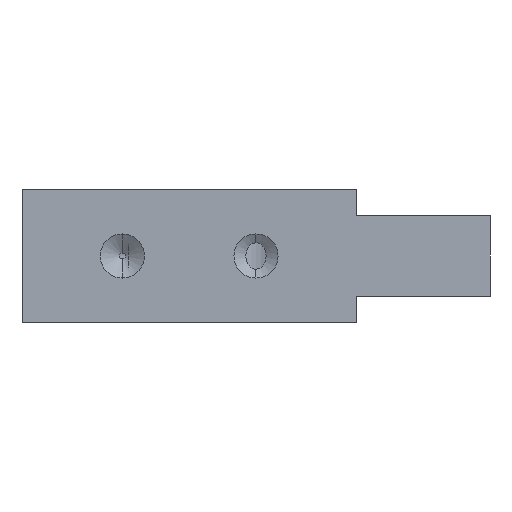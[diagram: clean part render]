
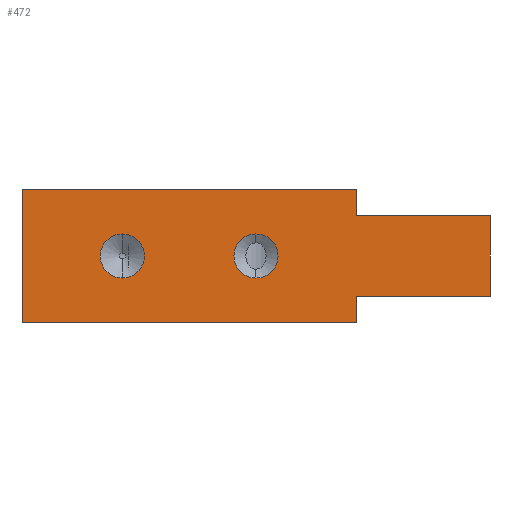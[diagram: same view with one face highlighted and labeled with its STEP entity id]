
A CAD part, front view. The second image highlights one B-rep face of the part: STEP entity #472.
In plain terms, the highlighted planar face has unit normal (0, -1, 0).
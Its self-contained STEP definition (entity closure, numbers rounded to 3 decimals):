
#3 = DIRECTION ( 'NONE',  ( 0., -1., 0. ) ) ;
#9 = VERTEX_POINT ( 'NONE', #168 ) ;
#103 = DIRECTION ( 'NONE',  ( 1., 0., 0. ) ) ;
#119 = EDGE_CURVE ( 'NONE', #660, #255, #151, .T. ) ;
#140 = CARTESIAN_POINT ( 'NONE',  ( 0., -85., 0. ) ) ;
#148 = LINE ( 'NONE', #564, #422 ) ;
#151 = LINE ( 'NONE', #998, #1841 ) ;
#155 = VERTEX_POINT ( 'NONE', #687 ) ;
#168 = CARTESIAN_POINT ( 'NONE',  ( 22.5, -85., 3. ) ) ;
#201 = AXIS2_PLACEMENT_3D ( 'NONE', #1533, #3, #1832 ) ;
#203 = EDGE_LOOP ( 'NONE', ( #1560, #1348 ) ) ;
#207 = VERTEX_POINT ( 'NONE', #547 ) ;
#212 = CARTESIAN_POINT ( 'NONE',  ( 5., -85., 0. ) ) ;
#220 = CARTESIAN_POINT ( 'NONE',  ( 12.5, -85., -3. ) ) ;
#250 = VERTEX_POINT ( 'NONE', #1153 ) ;
#255 = VERTEX_POINT ( 'NONE', #220 ) ;
#265 = CARTESIAN_POINT ( 'NONE',  ( -5., -85., 0. ) ) ;
#283 = EDGE_CURVE ( 'NONE', #250, #1443, #148, .T. ) ;
#310 = CARTESIAN_POINT ( 'NONE',  ( 22.5, -85., -23.028 ) ) ;
#316 = CIRCLE ( 'NONE', #1218, 1.65 ) ;
#346 = DIRECTION ( 'NONE',  ( -1., 0., 0. ) ) ;
#374 = DIRECTION ( 'NONE',  ( 0., 0., -1. ) ) ;
#392 = CARTESIAN_POINT ( 'NONE',  ( 22.5, -85., -3. ) ) ;
#422 = VECTOR ( 'NONE', #731, 1000. ) ;
#436 = EDGE_CURVE ( 'NONE', #1873, #207, #1171, .T. ) ;
#445 = EDGE_CURVE ( 'NONE', #1461, #1414, #959, .T. ) ;
#464 = PLANE ( 'NONE',  #1281 ) ;
#471 = LINE ( 'NONE', #492, #1503 ) ;
#472 = ADVANCED_FACE ( 'NONE', ( #1983, #520, #675 ), #464, .F. ) ;
#492 = CARTESIAN_POINT ( 'NONE',  ( -12.5, -85., -5. ) ) ;
#520 = FACE_BOUND ( 'NONE', #203, .T. ) ;
#539 = DIRECTION ( 'NONE',  ( 0., 0., 1. ) ) ;
#547 = CARTESIAN_POINT ( 'NONE',  ( 5., -85., 1.65 ) ) ;
#552 = VERTEX_POINT ( 'NONE', #961 ) ;
#564 = CARTESIAN_POINT ( 'NONE',  ( 12.5, -85., -5. ) ) ;
#575 = DIRECTION ( 'NONE',  ( 0., -1., 0. ) ) ;
#615 = CARTESIAN_POINT ( 'NONE',  ( 12.5, -85., 3. ) ) ;
#627 = DIRECTION ( 'NONE',  ( 0., 0., 1. ) ) ;
#660 = VERTEX_POINT ( 'NONE', #392 ) ;
#675 = FACE_OUTER_BOUND ( 'NONE', #797, .T. ) ;
#687 = CARTESIAN_POINT ( 'NONE',  ( -12.5, -85., 5. ) ) ;
#696 = CARTESIAN_POINT ( 'NONE',  ( 5., -85., -1.65 ) ) ;
#715 = CIRCLE ( 'NONE', #1952, 1.65 ) ;
#727 = ORIENTED_EDGE ( 'NONE', *, *, #1096, .F. ) ;
#731 = DIRECTION ( 'NONE',  ( 0., 0., -1. ) ) ;
#758 = CARTESIAN_POINT ( 'NONE',  ( -5., -85., 1.65 ) ) ;
#797 = EDGE_LOOP ( 'NONE', ( #1115, #727, #1344, #1925, #1417, #1534, #1007, #1702 ) ) ;
#844 = DIRECTION ( 'NONE',  ( -1., 0., 0. ) ) ;
#851 = CARTESIAN_POINT ( 'NONE',  ( -12.5, -85., -5. ) ) ;
#863 = ORIENTED_EDGE ( 'NONE', *, *, #1299, .F. ) ;
#881 = VECTOR ( 'NONE', #539, 1000. ) ;
#899 = EDGE_CURVE ( 'NONE', #660, #9, #1411, .T. ) ;
#932 = DIRECTION ( 'NONE',  ( 0., 0., -1. ) ) ;
#959 = CIRCLE ( 'NONE', #1317, 1.65 ) ;
#961 = CARTESIAN_POINT ( 'NONE',  ( 12.5, -85., -5. ) ) ;
#987 = ORIENTED_EDGE ( 'NONE', *, *, #445, .F. ) ;
#997 = LINE ( 'NONE', #1522, #1190 ) ;
#998 = CARTESIAN_POINT ( 'NONE',  ( 12.5, -85., -3. ) ) ;
#1007 = ORIENTED_EDGE ( 'NONE', *, *, #283, .F. ) ;
#1035 = CARTESIAN_POINT ( 'NONE',  ( 12.5, -85., 3. ) ) ;
#1078 = DIRECTION ( 'NONE',  ( 0., -1., 0. ) ) ;
#1096 = EDGE_CURVE ( 'NONE', #552, #1104, #471, .T. ) ;
#1104 = VERTEX_POINT ( 'NONE', #1589 ) ;
#1115 = ORIENTED_EDGE ( 'NONE', *, *, #1809, .F. ) ;
#1133 = EDGE_LOOP ( 'NONE', ( #987, #863 ) ) ;
#1153 = CARTESIAN_POINT ( 'NONE',  ( 12.5, -85., 5. ) ) ;
#1167 = VECTOR ( 'NONE', #103, 1000. ) ;
#1171 = CIRCLE ( 'NONE', #201, 1.65 ) ;
#1190 = VECTOR ( 'NONE', #1815, 1000. ) ;
#1218 = AXIS2_PLACEMENT_3D ( 'NONE', #212, #1301, #374 ) ;
#1231 = DIRECTION ( 'NONE',  ( 0., 0., 1. ) ) ;
#1242 = DIRECTION ( 'NONE',  ( 1., 0., 0. ) ) ;
#1248 = EDGE_CURVE ( 'NONE', #1443, #9, #1978, .T. ) ;
#1281 = AXIS2_PLACEMENT_3D ( 'NONE', #140, #2001, #627 ) ;
#1299 = EDGE_CURVE ( 'NONE', #1414, #1461, #715, .T. ) ;
#1301 = DIRECTION ( 'NONE',  ( 0., -1., 0. ) ) ;
#1317 = AXIS2_PLACEMENT_3D ( 'NONE', #1545, #1078, #932 ) ;
#1344 = ORIENTED_EDGE ( 'NONE', *, *, #1446, .F. ) ;
#1348 = ORIENTED_EDGE ( 'NONE', *, *, #1864, .F. ) ;
#1411 = LINE ( 'NONE', #310, #1890 ) ;
#1414 = VERTEX_POINT ( 'NONE', #758 ) ;
#1417 = ORIENTED_EDGE ( 'NONE', *, *, #899, .T. ) ;
#1443 = VERTEX_POINT ( 'NONE', #615 ) ;
#1446 = EDGE_CURVE ( 'NONE', #255, #552, #997, .T. ) ;
#1461 = VERTEX_POINT ( 'NONE', #1666 ) ;
#1503 = VECTOR ( 'NONE', #346, 1000. ) ;
#1522 = CARTESIAN_POINT ( 'NONE',  ( 12.5, -85., -5. ) ) ;
#1533 = CARTESIAN_POINT ( 'NONE',  ( 5., -85., 0. ) ) ;
#1534 = ORIENTED_EDGE ( 'NONE', *, *, #1248, .F. ) ;
#1545 = CARTESIAN_POINT ( 'NONE',  ( -5., -85., 0. ) ) ;
#1560 = ORIENTED_EDGE ( 'NONE', *, *, #436, .F. ) ;
#1589 = CARTESIAN_POINT ( 'NONE',  ( -12.5, -85., -5. ) ) ;
#1595 = EDGE_CURVE ( 'NONE', #155, #250, #1958, .T. ) ;
#1645 = DIRECTION ( 'NONE',  ( 0., 0., -1. ) ) ;
#1666 = CARTESIAN_POINT ( 'NONE',  ( -5., -85., -1.65 ) ) ;
#1702 = ORIENTED_EDGE ( 'NONE', *, *, #1595, .F. ) ;
#1809 = EDGE_CURVE ( 'NONE', #1104, #155, #1933, .T. ) ;
#1815 = DIRECTION ( 'NONE',  ( 0., 0., -1. ) ) ;
#1832 = DIRECTION ( 'NONE',  ( 0., 0., -1. ) ) ;
#1841 = VECTOR ( 'NONE', #844, 1000. ) ;
#1862 = VECTOR ( 'NONE', #1242, 1000. ) ;
#1864 = EDGE_CURVE ( 'NONE', #207, #1873, #316, .T. ) ;
#1873 = VERTEX_POINT ( 'NONE', #696 ) ;
#1890 = VECTOR ( 'NONE', #1231, 1000. ) ;
#1925 = ORIENTED_EDGE ( 'NONE', *, *, #119, .F. ) ;
#1933 = LINE ( 'NONE', #851, #881 ) ;
#1952 = AXIS2_PLACEMENT_3D ( 'NONE', #265, #575, #1645 ) ;
#1958 = LINE ( 'NONE', #2004, #1862 ) ;
#1978 = LINE ( 'NONE', #1035, #1167 ) ;
#1983 = FACE_BOUND ( 'NONE', #1133, .T. ) ;
#2001 = DIRECTION ( 'NONE',  ( 0., 1., 0. ) ) ;
#2004 = CARTESIAN_POINT ( 'NONE',  ( -12.5, -85., 5. ) ) ;
